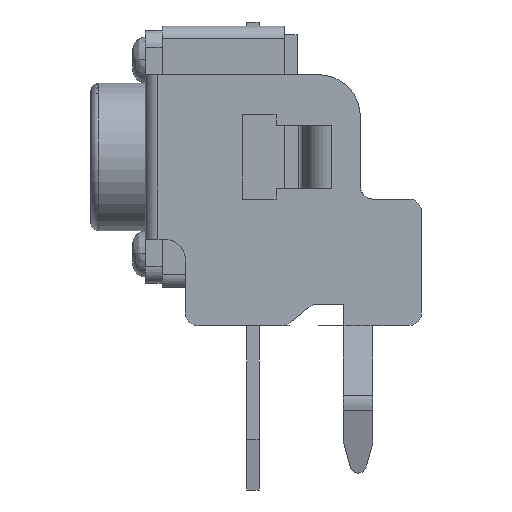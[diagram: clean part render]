
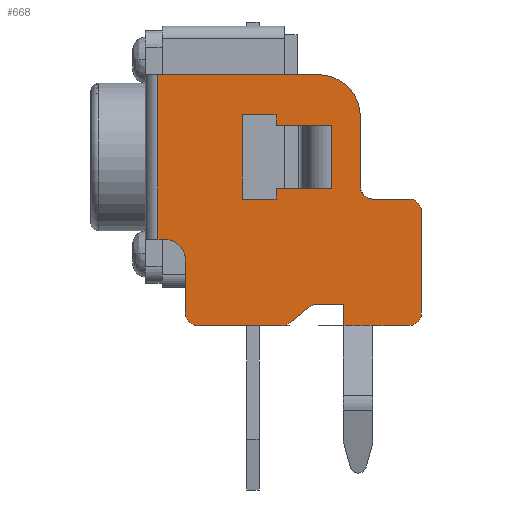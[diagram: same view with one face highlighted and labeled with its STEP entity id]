
A CAD part, left-side view. The second image highlights one B-rep face of the part: STEP entity #668.
In plain terms, the highlighted planar face has unit normal (-1, 0, 0).
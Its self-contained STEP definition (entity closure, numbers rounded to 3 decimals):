
#324=FACE_BOUND('',#1491,.T.);
#325=FACE_BOUND('',#1492,.T.);
#417=CIRCLE('',#6302,0.3);
#418=CIRCLE('',#6303,0.3);
#419=CIRCLE('',#6304,0.3);
#420=CIRCLE('',#6305,1.);
#421=CIRCLE('',#6306,0.5);
#422=CIRCLE('',#6307,0.3);
#423=CIRCLE('',#6308,0.3);
#424=CIRCLE('',#6309,0.3);
#668=ADVANCED_FACE('',(#324,#325),#952,.F.);
#952=PLANE('',#6310);
#1491=EDGE_LOOP('',(#2262,#2263,#2264,#2265,#2266,#2267,#2268,#2269,#2270,
#2271,#2272,#2273,#2274,#2275,#2276,#2277,#2278,#2279,#2280,#2281,#2282,
#2283,#2284,#2285,#2286));
#1492=EDGE_LOOP('',(#2287,#2288,#2289,#2290,#2291,#2292,#2293,#2294));
#2262=ORIENTED_EDGE('',*,*,#4322,.F.);
#2263=ORIENTED_EDGE('',*,*,#4323,.T.);
#2264=ORIENTED_EDGE('',*,*,#4324,.F.);
#2265=ORIENTED_EDGE('',*,*,#4325,.F.);
#2266=ORIENTED_EDGE('',*,*,#4326,.F.);
#2267=ORIENTED_EDGE('',*,*,#4327,.F.);
#2268=ORIENTED_EDGE('',*,*,#4328,.F.);
#2269=ORIENTED_EDGE('',*,*,#4329,.F.);
#2270=ORIENTED_EDGE('',*,*,#4330,.F.);
#2271=ORIENTED_EDGE('',*,*,#4252,.F.);
#2272=ORIENTED_EDGE('',*,*,#4249,.F.);
#2273=ORIENTED_EDGE('',*,*,#4321,.F.);
#2274=ORIENTED_EDGE('',*,*,#4331,.F.);
#2275=ORIENTED_EDGE('',*,*,#4332,.T.);
#2276=ORIENTED_EDGE('',*,*,#4333,.F.);
#2277=ORIENTED_EDGE('',*,*,#4334,.T.);
#2278=ORIENTED_EDGE('',*,*,#4335,.F.);
#2279=ORIENTED_EDGE('',*,*,#4336,.F.);
#2280=ORIENTED_EDGE('',*,*,#4337,.F.);
#2281=ORIENTED_EDGE('',*,*,#4338,.T.);
#2282=ORIENTED_EDGE('',*,*,#4339,.T.);
#2283=ORIENTED_EDGE('',*,*,#4340,.T.);
#2284=ORIENTED_EDGE('',*,*,#4341,.T.);
#2285=ORIENTED_EDGE('',*,*,#4342,.T.);
#2286=ORIENTED_EDGE('',*,*,#4343,.F.);
#2287=ORIENTED_EDGE('',*,*,#4344,.F.);
#2288=ORIENTED_EDGE('',*,*,#4345,.T.);
#2289=ORIENTED_EDGE('',*,*,#4346,.F.);
#2290=ORIENTED_EDGE('',*,*,#4347,.F.);
#2291=ORIENTED_EDGE('',*,*,#4348,.T.);
#2292=ORIENTED_EDGE('',*,*,#4349,.T.);
#2293=ORIENTED_EDGE('',*,*,#4350,.T.);
#2294=ORIENTED_EDGE('',*,*,#4351,.T.);
#3616=VERTEX_POINT('',#8932);
#3617=VERTEX_POINT('',#8934);
#3619=VERTEX_POINT('',#8940);
#3663=VERTEX_POINT('',#9076);
#3664=VERTEX_POINT('',#9080);
#3665=VERTEX_POINT('',#9081);
#3666=VERTEX_POINT('',#9083);
#3667=VERTEX_POINT('',#9085);
#3668=VERTEX_POINT('',#9087);
#3669=VERTEX_POINT('',#9089);
#3670=VERTEX_POINT('',#9091);
#3671=VERTEX_POINT('',#9093);
#3672=VERTEX_POINT('',#9095);
#3673=VERTEX_POINT('',#9098);
#3674=VERTEX_POINT('',#9100);
#3675=VERTEX_POINT('',#9102);
#3676=VERTEX_POINT('',#9104);
#3677=VERTEX_POINT('',#9106);
#3678=VERTEX_POINT('',#9108);
#3679=VERTEX_POINT('',#9110);
#3680=VERTEX_POINT('',#9112);
#3681=VERTEX_POINT('',#9114);
#3682=VERTEX_POINT('',#9116);
#3683=VERTEX_POINT('',#9118);
#3684=VERTEX_POINT('',#9120);
#3685=VERTEX_POINT('',#9123);
#3686=VERTEX_POINT('',#9124);
#3687=VERTEX_POINT('',#9126);
#3688=VERTEX_POINT('',#9128);
#3689=VERTEX_POINT('',#9130);
#3690=VERTEX_POINT('',#9132);
#3691=VERTEX_POINT('',#9134);
#3692=VERTEX_POINT('',#9136);
#4249=EDGE_CURVE('',#3616,#3617,#5042,.T.);
#4252=EDGE_CURVE('',#3617,#3619,#5044,.T.);
#4321=EDGE_CURVE('',#3663,#3616,#5103,.T.);
#4322=EDGE_CURVE('',#3664,#3665,#5104,.T.);
#4323=EDGE_CURVE('',#3664,#3666,#5105,.T.);
#4324=EDGE_CURVE('',#3667,#3666,#417,.T.);
#4325=EDGE_CURVE('',#3668,#3667,#5106,.T.);
#4326=EDGE_CURVE('',#3669,#3668,#418,.T.);
#4327=EDGE_CURVE('',#3670,#3669,#5107,.T.);
#4328=EDGE_CURVE('',#3671,#3670,#419,.T.);
#4329=EDGE_CURVE('',#3672,#3671,#5108,.T.);
#4330=EDGE_CURVE('',#3619,#3672,#420,.T.);
#4331=EDGE_CURVE('',#3673,#3663,#421,.T.);
#4332=EDGE_CURVE('',#3673,#3674,#5109,.T.);
#4333=EDGE_CURVE('',#3675,#3674,#422,.T.);
#4334=EDGE_CURVE('',#3675,#3676,#5110,.T.);
#4335=EDGE_CURVE('',#3677,#3676,#423,.T.);
#4336=EDGE_CURVE('',#3678,#3677,#5111,.T.);
#4337=EDGE_CURVE('',#3679,#3678,#424,.T.);
#4338=EDGE_CURVE('',#3679,#3680,#5112,.T.);
#4339=EDGE_CURVE('',#3680,#3681,#5113,.T.);
#4340=EDGE_CURVE('',#3681,#3682,#5114,.T.);
#4341=EDGE_CURVE('',#3682,#3683,#5115,.T.);
#4342=EDGE_CURVE('',#3683,#3684,#5116,.T.);
#4343=EDGE_CURVE('',#3665,#3684,#5117,.T.);
#4344=EDGE_CURVE('',#3685,#3686,#5118,.T.);
#4345=EDGE_CURVE('',#3685,#3687,#5119,.T.);
#4346=EDGE_CURVE('',#3688,#3687,#5120,.T.);
#4347=EDGE_CURVE('',#3689,#3688,#5121,.T.);
#4348=EDGE_CURVE('',#3689,#3690,#5122,.T.);
#4349=EDGE_CURVE('',#3690,#3691,#5123,.T.);
#4350=EDGE_CURVE('',#3691,#3692,#5124,.T.);
#4351=EDGE_CURVE('',#3692,#3686,#5125,.T.);
#5042=LINE('',#8933,#5660);
#5044=LINE('',#8939,#5662);
#5103=LINE('',#9077,#5721);
#5104=LINE('',#9079,#5722);
#5105=LINE('',#9082,#5723);
#5106=LINE('',#9086,#5724);
#5107=LINE('',#9090,#5725);
#5108=LINE('',#9094,#5726);
#5109=LINE('',#9099,#5727);
#5110=LINE('',#9103,#5728);
#5111=LINE('',#9107,#5729);
#5112=LINE('',#9111,#5730);
#5113=LINE('',#9113,#5731);
#5114=LINE('',#9115,#5732);
#5115=LINE('',#9117,#5733);
#5116=LINE('',#9119,#5734);
#5117=LINE('',#9121,#5735);
#5118=LINE('',#9122,#5736);
#5119=LINE('',#9125,#5737);
#5120=LINE('',#9127,#5738);
#5121=LINE('',#9129,#5739);
#5122=LINE('',#9131,#5740);
#5123=LINE('',#9133,#5741);
#5124=LINE('',#9135,#5742);
#5125=LINE('',#9137,#5743);
#5660=VECTOR('',#7053,1.);
#5662=VECTOR('',#7059,1.);
#5721=VECTOR('',#7186,1.);
#5722=VECTOR('',#7189,1.);
#5723=VECTOR('',#7190,1.);
#5724=VECTOR('',#7193,1.);
#5725=VECTOR('',#7196,1.);
#5726=VECTOR('',#7199,1.);
#5727=VECTOR('',#7204,1.);
#5728=VECTOR('',#7207,1.);
#5729=VECTOR('',#7210,1.);
#5730=VECTOR('',#7213,1.);
#5731=VECTOR('',#7214,1.);
#5732=VECTOR('',#7215,1.);
#5733=VECTOR('',#7216,1.);
#5734=VECTOR('',#7217,1.);
#5735=VECTOR('',#7218,1.);
#5736=VECTOR('',#7219,1.);
#5737=VECTOR('',#7220,1.);
#5738=VECTOR('',#7221,1.);
#5739=VECTOR('',#7222,1.);
#5740=VECTOR('',#7223,1.);
#5741=VECTOR('',#7224,1.);
#5742=VECTOR('',#7225,1.);
#5743=VECTOR('',#7226,1.);
#6302=AXIS2_PLACEMENT_3D('',#9084,#7191,#7192);
#6303=AXIS2_PLACEMENT_3D('',#9088,#7194,#7195);
#6304=AXIS2_PLACEMENT_3D('',#9092,#7197,#7198);
#6305=AXIS2_PLACEMENT_3D('',#9096,#7200,#7201);
#6306=AXIS2_PLACEMENT_3D('',#9097,#7202,#7203);
#6307=AXIS2_PLACEMENT_3D('',#9101,#7205,#7206);
#6308=AXIS2_PLACEMENT_3D('',#9105,#7208,#7209);
#6309=AXIS2_PLACEMENT_3D('',#9109,#7211,#7212);
#6310=AXIS2_PLACEMENT_3D('',#9138,#7227,#7228);
#7053=DIRECTION('',(0.,0.,1.));
#7059=DIRECTION('',(0.,-1.,0.));
#7186=DIRECTION('',(0.,1.,0.));
#7189=DIRECTION('',(0.,0.,1.));
#7190=DIRECTION('',(0.,-1.,0.));
#7191=DIRECTION('',(1.,0.,0.));
#7192=DIRECTION('',(0.,-1.,0.));
#7193=DIRECTION('',(0.,0.,-1.));
#7194=DIRECTION('',(1.,0.,0.));
#7195=DIRECTION('',(0.,0.,1.));
#7196=DIRECTION('',(0.,-1.,0.));
#7197=DIRECTION('',(-1.,0.,0.));
#7198=DIRECTION('',(0.,0.986,-0.167));
#7199=DIRECTION('',(0.,0.,-1.));
#7200=DIRECTION('',(1.,0.,0.));
#7201=DIRECTION('',(0.,0.,1.));
#7202=DIRECTION('',(-1.,0.,0.));
#7203=DIRECTION('',(0.,-1.,0.));
#7204=DIRECTION('',(0.,0.,-1.));
#7205=DIRECTION('',(1.,0.,0.));
#7206=DIRECTION('',(0.,0.,-1.));
#7207=DIRECTION('',(0.,-1.,0.));
#7208=DIRECTION('',(1.,0.,0.));
#7209=DIRECTION('',(0.,-0.64,-0.768));
#7210=DIRECTION('',(0.,0.768,-0.64));
#7211=DIRECTION('',(-1.,0.,0.));
#7212=DIRECTION('',(0.,0.,1.));
#7213=DIRECTION('',(0.,-1.,0.));
#7214=DIRECTION('',(0.,0.,-1.));
#7215=DIRECTION('',(0.,-1.,0.));
#7216=DIRECTION('',(0.,-1.,0.));
#7217=DIRECTION('',(0.,0.,1.));
#7218=DIRECTION('',(0.,1.,0.));
#7219=DIRECTION('',(0.,-1.,0.));
#7220=DIRECTION('',(0.,0.,-1.));
#7221=DIRECTION('',(0.,-1.,0.));
#7222=DIRECTION('',(0.,0.,-1.));
#7223=DIRECTION('',(0.,-1.,0.));
#7224=DIRECTION('',(0.,0.,-1.));
#7225=DIRECTION('',(0.,-1.,0.));
#7226=DIRECTION('',(0.,0.,-1.));
#7227=DIRECTION('',(1.,0.,0.));
#7228=DIRECTION('',(0.,0.,-1.));
#8932=CARTESIAN_POINT('',(-5.95,2.25,2.05));
#8933=CARTESIAN_POINT('',(-5.95,2.25,2.05));
#8934=CARTESIAN_POINT('',(-5.95,2.25,5.95));
#8939=CARTESIAN_POINT('',(-5.95,2.25,5.95));
#8940=CARTESIAN_POINT('',(-5.95,-1.55,5.95));
#9076=CARTESIAN_POINT('',(-5.95,2.1,2.05));
#9077=CARTESIAN_POINT('',(-5.95,2.1,2.05));
#9079=CARTESIAN_POINT('',(-5.95,-3.429,0.));
#9080=CARTESIAN_POINT('',(-5.95,-3.429,0.));
#9081=CARTESIAN_POINT('',(-5.95,-3.429,0.01));
#9082=CARTESIAN_POINT('',(-5.95,-3.429,0.));
#9083=CARTESIAN_POINT('',(-5.95,-3.7,0.));
#9084=CARTESIAN_POINT('',(-5.95,-3.7,0.3));
#9085=CARTESIAN_POINT('',(-5.95,-4.,0.3));
#9086=CARTESIAN_POINT('',(-5.95,-4.,2.7));
#9087=CARTESIAN_POINT('',(-5.95,-4.,2.7));
#9088=CARTESIAN_POINT('',(-5.95,-3.7,2.7));
#9089=CARTESIAN_POINT('',(-5.95,-3.7,3.));
#9090=CARTESIAN_POINT('',(-5.95,-2.846,3.));
#9091=CARTESIAN_POINT('',(-5.95,-2.846,3.));
#9092=CARTESIAN_POINT('',(-5.95,-2.846,3.3));
#9093=CARTESIAN_POINT('',(-5.95,-2.55,3.25));
#9094=CARTESIAN_POINT('',(-5.95,-2.55,4.95));
#9095=CARTESIAN_POINT('',(-5.95,-2.55,4.95));
#9096=CARTESIAN_POINT('',(-5.95,-1.55,4.95));
#9097=CARTESIAN_POINT('',(-5.95,2.1,1.55));
#9098=CARTESIAN_POINT('',(-5.95,1.6,1.55));
#9099=CARTESIAN_POINT('',(-5.95,1.6,1.55));
#9100=CARTESIAN_POINT('',(-5.95,1.6,0.3));
#9101=CARTESIAN_POINT('',(-5.95,1.3,0.3));
#9102=CARTESIAN_POINT('',(-5.95,1.3,0.));
#9103=CARTESIAN_POINT('',(-5.95,1.3,0.));
#9104=CARTESIAN_POINT('',(-5.95,-0.691,0.));
#9105=CARTESIAN_POINT('',(-5.95,-0.691,0.3));
#9106=CARTESIAN_POINT('',(-5.95,-0.883,0.07));
#9107=CARTESIAN_POINT('',(-5.95,-1.317,0.43));
#9108=CARTESIAN_POINT('',(-5.95,-1.317,0.43));
#9109=CARTESIAN_POINT('',(-5.95,-1.509,0.2));
#9110=CARTESIAN_POINT('',(-5.95,-1.509,0.5));
#9111=CARTESIAN_POINT('',(-5.95,-1.509,0.5));
#9112=CARTESIAN_POINT('',(-5.95,-2.15,0.5));
#9113=CARTESIAN_POINT('',(-5.95,-2.15,0.5));
#9114=CARTESIAN_POINT('',(-5.95,-2.15,0.));
#9115=CARTESIAN_POINT('',(-5.95,-2.15,0.));
#9116=CARTESIAN_POINT('',(-5.95,-2.85,0.));
#9117=CARTESIAN_POINT('',(-5.95,-2.85,0.));
#9118=CARTESIAN_POINT('',(-5.95,-3.118,0.));
#9119=CARTESIAN_POINT('',(-5.95,-3.118,0.));
#9120=CARTESIAN_POINT('',(-5.95,-3.118,0.01));
#9121=CARTESIAN_POINT('',(-5.95,-3.429,0.01));
#9122=CARTESIAN_POINT('',(-5.95,-0.55,3.25));
#9123=CARTESIAN_POINT('',(-5.95,-0.55,3.25));
#9124=CARTESIAN_POINT('',(-5.95,-1.866,3.25));
#9125=CARTESIAN_POINT('',(-5.95,-0.55,3.25));
#9126=CARTESIAN_POINT('',(-5.95,-0.55,3.));
#9127=CARTESIAN_POINT('',(-5.95,0.25,3.));
#9128=CARTESIAN_POINT('',(-5.95,0.25,3.));
#9129=CARTESIAN_POINT('',(-5.95,0.25,5.));
#9130=CARTESIAN_POINT('',(-5.95,0.25,5.));
#9131=CARTESIAN_POINT('',(-5.95,0.25,5.));
#9132=CARTESIAN_POINT('',(-5.95,-0.55,5.));
#9133=CARTESIAN_POINT('',(-5.95,-0.55,5.));
#9134=CARTESIAN_POINT('',(-5.95,-0.55,4.75));
#9135=CARTESIAN_POINT('',(-5.95,-0.55,4.75));
#9136=CARTESIAN_POINT('',(-5.95,-1.866,4.75));
#9137=CARTESIAN_POINT('',(-5.95,-1.866,4.75));
#9138=CARTESIAN_POINT('',(-5.95,-0.875,2.975));
